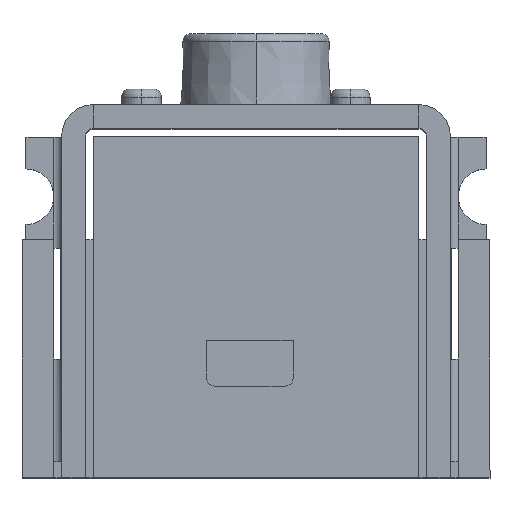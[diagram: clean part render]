
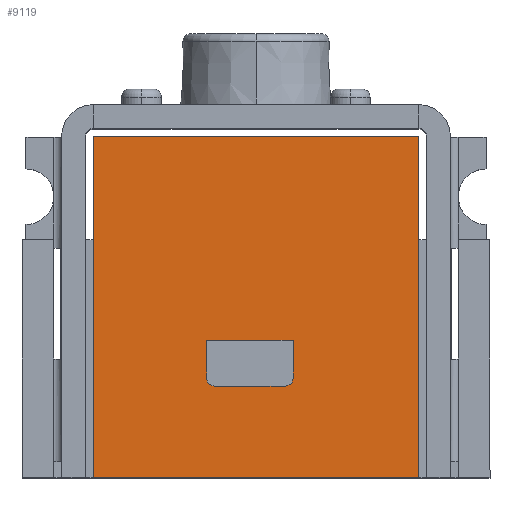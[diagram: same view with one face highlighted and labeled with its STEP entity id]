
A CAD part, top view. The second image highlights one B-rep face of the part: STEP entity #9119.
In plain terms, the highlighted planar face has unit normal (0, 0, 1).
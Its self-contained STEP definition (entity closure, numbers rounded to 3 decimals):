
#62 = CARTESIAN_POINT ( 'NONE',  ( 1.927, -3.547, 0. ) ) ;
#955 = ORIENTED_EDGE ( 'NONE', *, *, #9622, .T. ) ;
#1091 = ORIENTED_EDGE ( 'NONE', *, *, #20696, .T. ) ;
#1249 = VERTEX_POINT ( 'NONE', #21838 ) ;
#1566 = LINE ( 'NONE', #14784, #7085 ) ;
#2146 = VERTEX_POINT ( 'NONE', #3941 ) ;
#2279 = VERTEX_POINT ( 'NONE', #4542 ) ;
#2671 = CARTESIAN_POINT ( 'NONE',  ( 1.827, -3.447, 0. ) ) ;
#2798 = DIRECTION ( 'NONE',  ( 1., 0., 0. ) ) ;
#2858 = CARTESIAN_POINT ( 'NONE',  ( 0.4, -4.7, 0. ) ) ;
#3112 = VERTEX_POINT ( 'NONE', #18204 ) ;
#3404 = LINE ( 'NONE', #23515, #8100 ) ;
#3524 = VERTEX_POINT ( 'NONE', #2858 ) ;
#3768 = ORIENTED_EDGE ( 'NONE', *, *, #19422, .T. ) ;
#3782 = VERTEX_POINT ( 'NONE', #62 ) ;
#3941 = CARTESIAN_POINT ( 'NONE',  ( 4.5, -4.7, 0. ) ) ;
#4170 = EDGE_CURVE ( 'NONE', #3524, #2146, #23425, .T. ) ;
#4542 = CARTESIAN_POINT ( 'NONE',  ( 4.5, -0.4, 0. ) ) ;
#4623 = CARTESIAN_POINT ( 'NONE',  ( 5.4, -0.4, 0. ) ) ;
#4640 = CARTESIAN_POINT ( 'NONE',  ( 4.5, -1.7, 0. ) ) ;
#4676 = DIRECTION ( 'NONE',  ( 0., 0., -1. ) ) ;
#5249 = ORIENTED_EDGE ( 'NONE', *, *, #13912, .F. ) ;
#5356 = DIRECTION ( 'NONE',  ( 0., 0., -1. ) ) ;
#5841 = AXIS2_PLACEMENT_3D ( 'NONE', #14250, #9077, #14726 ) ;
#6183 = CIRCLE ( 'NONE', #10541, 0.1 ) ;
#6328 = CARTESIAN_POINT ( 'NONE',  ( 0.4, -0.4, 0. ) ) ;
#6418 = VERTEX_POINT ( 'NONE', #6328 ) ;
#6548 = CARTESIAN_POINT ( 'NONE',  ( 5.4, -4.7, 0. ) ) ;
#6641 = DIRECTION ( 'NONE',  ( 0., 1., 0. ) ) ;
#6812 = ORIENTED_EDGE ( 'NONE', *, *, #22837, .T. ) ;
#7085 = VECTOR ( 'NONE', #14430, 1000. ) ;
#7205 = CARTESIAN_POINT ( 'NONE',  ( 0.4, -1.7, 0. ) ) ;
#7226 = VECTOR ( 'NONE', #2798, 1000. ) ;
#7374 = EDGE_CURVE ( 'NONE', #1249, #19262, #6183, .T. ) ;
#7526 = EDGE_LOOP ( 'NONE', ( #16531, #5249, #21707, #8933 ) ) ;
#8100 = VECTOR ( 'NONE', #6641, 1000. ) ;
#8933 = ORIENTED_EDGE ( 'NONE', *, *, #17157, .T. ) ;
#8961 = EDGE_CURVE ( 'NONE', #6418, #2279, #11842, .T. ) ;
#9077 = DIRECTION ( 'NONE',  ( 0., 0., -1. ) ) ;
#9119 = ADVANCED_FACE ( 'NONE', ( #11079, #19006 ), #16680, .F. ) ;
#9348 = CARTESIAN_POINT ( 'NONE',  ( 4.5, -0.4, 0. ) ) ;
#9590 = ORIENTED_EDGE ( 'NONE', *, *, #20770, .T. ) ;
#9622 = EDGE_CURVE ( 'NONE', #3112, #1249, #1566, .T. ) ;
#10201 = CIRCLE ( 'NONE', #5841, 0.1 ) ;
#10539 = ORIENTED_EDGE ( 'NONE', *, *, #7374, .T. ) ;
#10541 = AXIS2_PLACEMENT_3D ( 'NONE', #14084, #4676, #12255 ) ;
#10890 = VECTOR ( 'NONE', #21652, 1000. ) ;
#11079 = FACE_OUTER_BOUND ( 'NONE', #7526, .T. ) ;
#11678 = CARTESIAN_POINT ( 'NONE',  ( 2.817, -3.547, 0. ) ) ;
#11842 = LINE ( 'NONE', #4623, #22794 ) ;
#12221 = LINE ( 'NONE', #4640, #10890 ) ;
#12255 = DIRECTION ( 'NONE',  ( 1., 0., 0. ) ) ;
#13569 = DIRECTION ( 'NONE',  ( 1., 0., 0. ) ) ;
#13912 = EDGE_CURVE ( 'NONE', #2279, #2146, #12221, .T. ) ;
#14051 = LINE ( 'NONE', #21531, #17505 ) ;
#14084 = CARTESIAN_POINT ( 'NONE',  ( 2.817, -3.447, 0. ) ) ;
#14250 = CARTESIAN_POINT ( 'NONE',  ( 1.927, -3.447, 0. ) ) ;
#14430 = DIRECTION ( 'NONE',  ( 0., -1., 0. ) ) ;
#14726 = DIRECTION ( 'NONE',  ( 1., 0., 0. ) ) ;
#14784 = CARTESIAN_POINT ( 'NONE',  ( 2.917, -3.447, 0. ) ) ;
#15155 = VERTEX_POINT ( 'NONE', #18400 ) ;
#16531 = ORIENTED_EDGE ( 'NONE', *, *, #4170, .T. ) ;
#16680 = PLANE ( 'NONE',  #17669 ) ;
#17157 = EDGE_CURVE ( 'NONE', #6418, #3524, #24059, .T. ) ;
#17505 = VECTOR ( 'NONE', #13569, 1000. ) ;
#17669 = AXIS2_PLACEMENT_3D ( 'NONE', #9348, #5356, #18900 ) ;
#17892 = VECTOR ( 'NONE', #20459, 1000. ) ;
#18204 = CARTESIAN_POINT ( 'NONE',  ( 2.917, -2.971, 0. ) ) ;
#18400 = CARTESIAN_POINT ( 'NONE',  ( 1.827, -2.971, 0. ) ) ;
#18900 = DIRECTION ( 'NONE',  ( -1., 0., 0. ) ) ;
#19006 = FACE_BOUND ( 'NONE', #19157, .T. ) ;
#19157 = EDGE_LOOP ( 'NONE', ( #6812, #9590, #1091, #955, #10539, #3768 ) ) ;
#19262 = VERTEX_POINT ( 'NONE', #22950 ) ;
#19266 = DIRECTION ( 'NONE',  ( 1., 0., 0. ) ) ;
#19422 = EDGE_CURVE ( 'NONE', #19262, #3782, #20710, .T. ) ;
#20459 = DIRECTION ( 'NONE',  ( -1., 0., 0. ) ) ;
#20696 = EDGE_CURVE ( 'NONE', #15155, #3112, #14051, .T. ) ;
#20710 = LINE ( 'NONE', #11678, #17892 ) ;
#20770 = EDGE_CURVE ( 'NONE', #22183, #15155, #3404, .T. ) ;
#21531 = CARTESIAN_POINT ( 'NONE',  ( 2.917, -2.971, 0. ) ) ;
#21652 = DIRECTION ( 'NONE',  ( 0., -1., 0. ) ) ;
#21707 = ORIENTED_EDGE ( 'NONE', *, *, #8961, .F. ) ;
#21838 = CARTESIAN_POINT ( 'NONE',  ( 2.917, -3.447, 0. ) ) ;
#21841 = VECTOR ( 'NONE', #22194, 1000. ) ;
#22183 = VERTEX_POINT ( 'NONE', #2671 ) ;
#22194 = DIRECTION ( 'NONE',  ( 0., -1., 0. ) ) ;
#22794 = VECTOR ( 'NONE', #19266, 1000. ) ;
#22837 = EDGE_CURVE ( 'NONE', #3782, #22183, #10201, .T. ) ;
#22950 = CARTESIAN_POINT ( 'NONE',  ( 2.817, -3.547, 0. ) ) ;
#23425 = LINE ( 'NONE', #6548, #7226 ) ;
#23515 = CARTESIAN_POINT ( 'NONE',  ( 1.827, -3.447, 0. ) ) ;
#24059 = LINE ( 'NONE', #7205, #21841 ) ;
